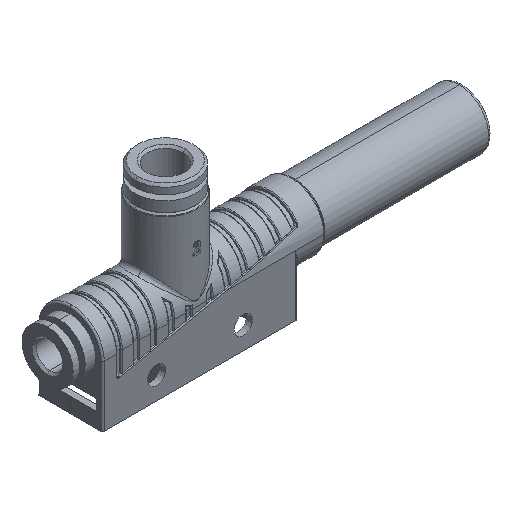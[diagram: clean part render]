
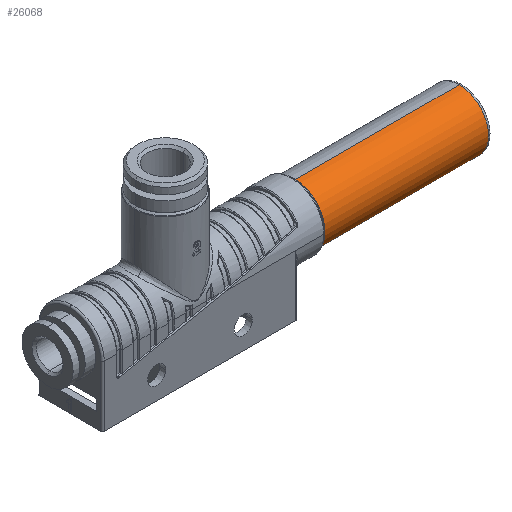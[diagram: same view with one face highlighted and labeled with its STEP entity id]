
A CAD part, isometric view. The second image highlights one B-rep face of the part: STEP entity #26068.
In plain terms, the highlighted cylindrical face has radius 6.8 mm (diameter 13.6 mm), a partial arc.
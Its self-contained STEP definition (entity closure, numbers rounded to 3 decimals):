
#1270 = AXIS2_PLACEMENT_3D ( 'NONE', #37588, #33404, #43562 ) ;
#1942 = AXIS2_PLACEMENT_3D ( 'NONE', #42371, #12516, #19150 ) ;
#2078 = EDGE_CURVE ( 'NONE', #40683, #42432, #30215, .T. ) ;
#2605 = CARTESIAN_POINT ( 'NONE',  ( 95.038, -6.8, 0. ) ) ;
#4243 = CIRCLE ( 'NONE', #33263, 6.8 ) ;
#4836 = CYLINDRICAL_SURFACE ( 'NONE', #1942, 6.8 ) ;
#5693 = FACE_OUTER_BOUND ( 'NONE', #43070, .T. ) ;
#6051 = CARTESIAN_POINT ( 'NONE',  ( 61.501, 0., -6.8 ) ) ;
#6837 = ORIENTED_EDGE ( 'NONE', *, *, #10118, .T. ) ;
#7485 = DIRECTION ( 'NONE',  ( 0., 0., 1. ) ) ;
#8711 = CARTESIAN_POINT ( 'NONE',  ( 57.2, 0., 6.8 ) ) ;
#8927 = LINE ( 'NONE', #6051, #24341 ) ;
#9659 = VECTOR ( 'NONE', #36771, 1000. ) ;
#10118 = EDGE_CURVE ( 'NONE', #42432, #32927, #4243, .T. ) ;
#10474 = DIRECTION ( 'NONE',  ( 1., 0., 0. ) ) ;
#12010 = CARTESIAN_POINT ( 'NONE',  ( 57.2, 0., -6.8 ) ) ;
#12463 = CARTESIAN_POINT ( 'NONE',  ( 61.501, 0., 6.8 ) ) ;
#12516 = DIRECTION ( 'NONE',  ( 1., 0., 0. ) ) ;
#13553 = VERTEX_POINT ( 'NONE', #12010 ) ;
#16766 = VERTEX_POINT ( 'NONE', #8711 ) ;
#17307 = AXIS2_PLACEMENT_3D ( 'NONE', #23748, #10474, #37225 ) ;
#17797 = ORIENTED_EDGE ( 'NONE', *, *, #18822, .T. ) ;
#17846 = CARTESIAN_POINT ( 'NONE',  ( 95.038, 0., 0. ) ) ;
#18375 = DIRECTION ( 'NONE',  ( 0., 0., 1. ) ) ;
#18552 = EDGE_CURVE ( 'NONE', #16766, #28093, #43383, .T. ) ;
#18594 = CARTESIAN_POINT ( 'NONE',  ( 57.2, 0., 0. ) ) ;
#18822 = EDGE_CURVE ( 'NONE', #13553, #40683, #8927, .T. ) ;
#19150 = DIRECTION ( 'NONE',  ( 0., 0., 1. ) ) ;
#20464 = ORIENTED_EDGE ( 'NONE', *, *, #18552, .T. ) ;
#22357 = DIRECTION ( 'NONE',  ( 1., 0., 0. ) ) ;
#23282 = LINE ( 'NONE', #12463, #9659 ) ;
#23748 = CARTESIAN_POINT ( 'NONE',  ( 57.2, 0., 0. ) ) ;
#24341 = VECTOR ( 'NONE', #42941, 1000. ) ;
#25093 = CIRCLE ( 'NONE', #17307, 6.8 ) ;
#25563 = EDGE_CURVE ( 'NONE', #16766, #32927, #23282, .T. ) ;
#26068 = ADVANCED_FACE ( 'NONE', ( #5693 ), #4836, .T. ) ;
#27705 = ORIENTED_EDGE ( 'NONE', *, *, #2078, .T. ) ;
#28093 = VERTEX_POINT ( 'NONE', #38692 ) ;
#30215 = CIRCLE ( 'NONE', #1270, 6.8 ) ;
#32927 = VERTEX_POINT ( 'NONE', #33192 ) ;
#33033 = CARTESIAN_POINT ( 'NONE',  ( 95.038, 0., -6.8 ) ) ;
#33192 = CARTESIAN_POINT ( 'NONE',  ( 95.038, 0., 6.8 ) ) ;
#33263 = AXIS2_PLACEMENT_3D ( 'NONE', #17846, #37542, #7485 ) ;
#33404 = DIRECTION ( 'NONE',  ( -1., 0., 0. ) ) ;
#35653 = ORIENTED_EDGE ( 'NONE', *, *, #42325, .T. ) ;
#36771 = DIRECTION ( 'NONE',  ( 1., 0., 0. ) ) ;
#37225 = DIRECTION ( 'NONE',  ( 0., 0., 1. ) ) ;
#37542 = DIRECTION ( 'NONE',  ( -1., 0., 0. ) ) ;
#37588 = CARTESIAN_POINT ( 'NONE',  ( 95.038, 0., 0. ) ) ;
#38692 = CARTESIAN_POINT ( 'NONE',  ( 57.2, -6.8, 0. ) ) ;
#39174 = AXIS2_PLACEMENT_3D ( 'NONE', #18594, #22357, #18375 ) ;
#40683 = VERTEX_POINT ( 'NONE', #33033 ) ;
#42002 = ORIENTED_EDGE ( 'NONE', *, *, #25563, .F. ) ;
#42325 = EDGE_CURVE ( 'NONE', #28093, #13553, #25093, .T. ) ;
#42371 = CARTESIAN_POINT ( 'NONE',  ( 61.501, 0., 0. ) ) ;
#42432 = VERTEX_POINT ( 'NONE', #2605 ) ;
#42941 = DIRECTION ( 'NONE',  ( 1., 0., 0. ) ) ;
#43070 = EDGE_LOOP ( 'NONE', ( #35653, #17797, #27705, #6837, #42002, #20464 ) ) ;
#43383 = CIRCLE ( 'NONE', #39174, 6.8 ) ;
#43562 = DIRECTION ( 'NONE',  ( 0., 0., 1. ) ) ;
